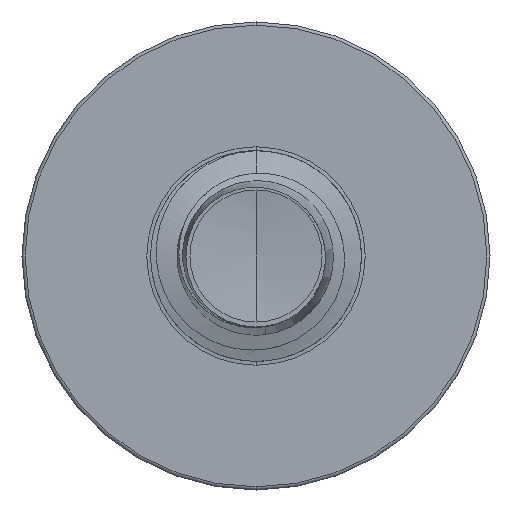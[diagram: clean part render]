
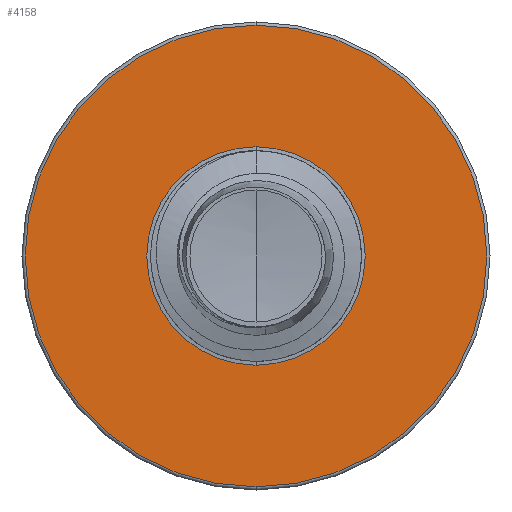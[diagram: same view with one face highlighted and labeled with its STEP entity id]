
A CAD part, front view. The second image highlights one B-rep face of the part: STEP entity #4158.
In plain terms, the highlighted planar face has unit normal (0, -1, 0).
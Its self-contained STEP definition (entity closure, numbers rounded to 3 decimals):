
#119 = EDGE_LOOP ( 'NONE', ( #2861, #2888 ) ) ;
#1073 = DIRECTION ( 'NONE',  ( 0., 0., 1. ) ) ;
#1075 = DIRECTION ( 'NONE',  ( 0., 1., 0. ) ) ;
#1088 = CARTESIAN_POINT ( 'NONE',  ( 0., 2., 0. ) ) ;
#1146 = CARTESIAN_POINT ( 'NONE',  ( 0., 2., 0. ) ) ;
#1222 = AXIS2_PLACEMENT_3D ( 'NONE', #5394, #9581, #6082 ) ;
#1257 = AXIS2_PLACEMENT_3D ( 'NONE', #8038, #3608, #8557 ) ;
#1360 = DIRECTION ( 'NONE',  ( 0., 0., 1. ) ) ;
#1362 = DIRECTION ( 'NONE',  ( 0., 1., 0. ) ) ;
#1828 = CARTESIAN_POINT ( 'NONE',  ( 0., 2., 1.973 ) ) ;
#2036 = CIRCLE ( 'NONE', #1257, 1.973 ) ;
#2104 = AXIS2_PLACEMENT_3D ( 'NONE', #1088, #1075, #1073 ) ;
#2516 = AXIS2_PLACEMENT_3D ( 'NONE', #7551, #7459, #7456 ) ;
#2725 = CIRCLE ( 'NONE', #2104, 1.973 ) ;
#2861 = ORIENTED_EDGE ( 'NONE', *, *, #8366, .F. ) ;
#2888 = ORIENTED_EDGE ( 'NONE', *, *, #6953, .F. ) ;
#2980 = ORIENTED_EDGE ( 'NONE', *, *, #6926, .T. ) ;
#3030 = ORIENTED_EDGE ( 'NONE', *, *, #8370, .T. ) ;
#3205 = VERTEX_POINT ( 'NONE', #6389 ) ;
#3608 = DIRECTION ( 'NONE',  ( 0., 1., 0. ) ) ;
#4158 = ADVANCED_FACE ( 'NONE', ( #7585, #8066 ), #7527, .F. ) ;
#4574 = AXIS2_PLACEMENT_3D ( 'NONE', #1146, #1362, #1360 ) ;
#5394 = CARTESIAN_POINT ( 'NONE',  ( 0., 2., 0. ) ) ;
#6082 = DIRECTION ( 'NONE',  ( 0., 0., 1. ) ) ;
#6389 = CARTESIAN_POINT ( 'NONE',  ( 0., 2., -0.933 ) ) ;
#6584 = CARTESIAN_POINT ( 'NONE',  ( 0., 2., -1.973 ) ) ;
#6801 = VERTEX_POINT ( 'NONE', #1828 ) ;
#6894 = VERTEX_POINT ( 'NONE', #9020 ) ;
#6926 = EDGE_CURVE ( 'NONE', #6894, #3205, #7069, .T. ) ;
#6953 = EDGE_CURVE ( 'NONE', #9678, #6801, #2725, .T. ) ;
#7069 = CIRCLE ( 'NONE', #4574, 0.933 ) ;
#7456 = DIRECTION ( 'NONE',  ( 0., 0., 1. ) ) ;
#7459 = DIRECTION ( 'NONE',  ( 0., 1., 0. ) ) ;
#7527 = PLANE ( 'NONE',  #2516 ) ;
#7551 = CARTESIAN_POINT ( 'NONE',  ( 0., 2., -0.933 ) ) ;
#7585 = FACE_OUTER_BOUND ( 'NONE', #119, .T. ) ;
#7863 = EDGE_LOOP ( 'NONE', ( #2980, #3030 ) ) ;
#8038 = CARTESIAN_POINT ( 'NONE',  ( 0., 2., 0. ) ) ;
#8066 = FACE_BOUND ( 'NONE', #7863, .T. ) ;
#8366 = EDGE_CURVE ( 'NONE', #6801, #9678, #2036, .T. ) ;
#8370 = EDGE_CURVE ( 'NONE', #3205, #6894, #8433, .T. ) ;
#8433 = CIRCLE ( 'NONE', #1222, 0.933 ) ;
#8557 = DIRECTION ( 'NONE',  ( 0., 0., 1. ) ) ;
#9020 = CARTESIAN_POINT ( 'NONE',  ( 0., 2., 0.933 ) ) ;
#9581 = DIRECTION ( 'NONE',  ( 0., 1., 0. ) ) ;
#9678 = VERTEX_POINT ( 'NONE', #6584 ) ;
